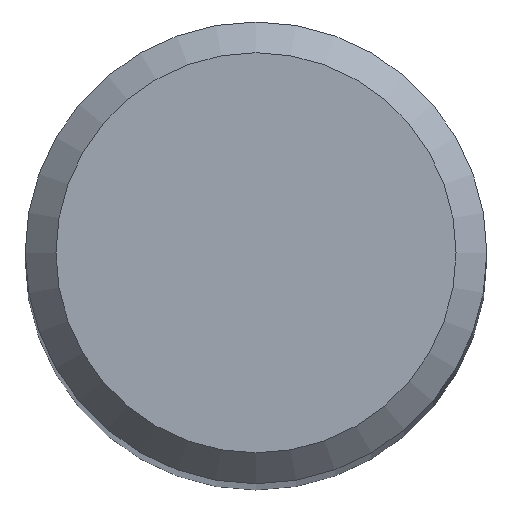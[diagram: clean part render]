
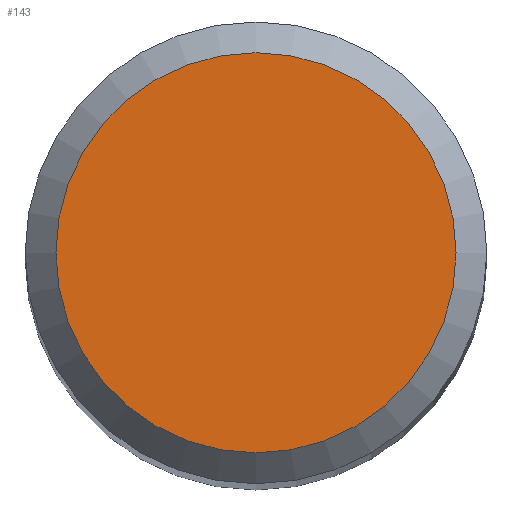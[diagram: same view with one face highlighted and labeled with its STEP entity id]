
A CAD part, top view. The second image highlights one B-rep face of the part: STEP entity #143.
In plain terms, the highlighted planar face has unit normal (0, 0, 1).
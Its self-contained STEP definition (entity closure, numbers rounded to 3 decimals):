
#12 = DIRECTION ( 'NONE',  ( 0., 1., 0. ) ) ;
#28 = DIRECTION ( 'NONE',  ( 0., 1., 0. ) ) ;
#45 = EDGE_LOOP ( 'NONE', ( #233 ) ) ;
#66 = CARTESIAN_POINT ( 'NONE',  ( 0., 0., 57. ) ) ;
#86 = DIRECTION ( 'NONE',  ( 0., 0., -1. ) ) ;
#96 = AXIS2_PLACEMENT_3D ( 'NONE', #66, #86, #28 ) ;
#103 = AXIS2_PLACEMENT_3D ( 'NONE', #219, #127, #12 ) ;
#106 = CARTESIAN_POINT ( 'NONE',  ( 0., 2.6, 57. ) ) ;
#127 = DIRECTION ( 'NONE',  ( 0., 0., -1. ) ) ;
#143 = ADVANCED_FACE ( 'NONE', ( #183 ), #199, .F. ) ;
#173 = CIRCLE ( 'NONE', #96, 2.6 ) ;
#183 = FACE_OUTER_BOUND ( 'NONE', #45, .T. ) ;
#197 = VERTEX_POINT ( 'NONE', #106 ) ;
#199 = PLANE ( 'NONE',  #103 ) ;
#212 = EDGE_CURVE ( 'NONE', #197, #197, #173, .T. ) ;
#219 = CARTESIAN_POINT ( 'NONE',  ( 0., 0., 57. ) ) ;
#233 = ORIENTED_EDGE ( 'NONE', *, *, #212, .F. ) ;
